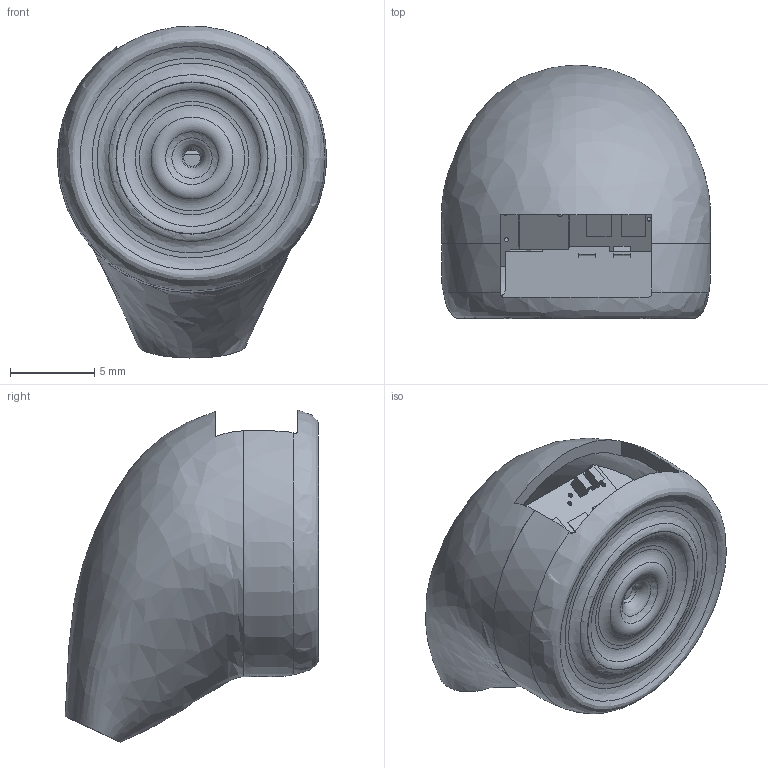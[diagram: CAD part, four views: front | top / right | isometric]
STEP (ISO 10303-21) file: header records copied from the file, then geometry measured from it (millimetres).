
FILE_DESCRIPTION(/* description */ (''),/* implementation_level */ '2;1');
FILE_NAME(/* name */ 'Assemblage v25.step',/* time_stamp */ '2018-01-31T11:02:10+01:00',/* author */ ('albane.imbert'),/* organization */ (''),/* preprocessor_version */ 'ST-DEVELOPER v16.13',/* originating_system */ 'Autodesk Translation Framework v6.5.0.72',/* authorisation */ '');
FILE_SCHEMA (('AUTOMOTIVE_DESIGN { 1 0 10303 214 3 1 1 }'));
Length unit declared in the file: millimetre
Products named in the file (17): Assemblage; main_board; Board; E7150-102A49-AG-MOD; ADXL362; 220 uF; 12ohm; RCVR; TEST-PAD-0.2; SINGLE-PAD; mic_board; Board_1; SINGLE-PADSQ; MQM-32325-000MINE; mqm-32325-000_sw_asm(1); Top Cap; Bottom cap
Assembly tree (42 placements, depth 4):
  Assemblage
    main_board
      Board
      E7150-102A49-AG-MOD
      ADXL362
      220 uF  x2
      12ohm  x6
      RCVR
      TEST-PAD-0.2  x8
      SINGLE-PAD  x12
    mic_board
      Board_1
      SINGLE-PADSQ  x3
      MQM-32325-000MINE
        mqm-32325-000_sw_asm(1)
    Top Cap
    Bottom cap
Bounding box: 16 x 15.08 x 19.74 mm (x, y, z)
Volume: 1007.7 mm3; surface area: 2741.9 mm2
Topology: 89 solids, 199 shells, 710 faces, 2029 edges, 1514 vertices
Faces by surface type: plane 492, bspline 80, cylinder 71, sphere 52, torus 14, cone 1
Full cylindrical faces by diameter (mm): 0.25 x10, 0.4 x1, 0.95 x1
Entity records: 23713 total; most frequent: CARTESIAN_POINT 8214, DIRECTION 2823, ORIENTED_EDGE 2710, EDGE_CURVE 1616, VERTEX_POINT 1306, LINE 1057, VECTOR 1057, AXIS2_PLACEMENT_3D 883
